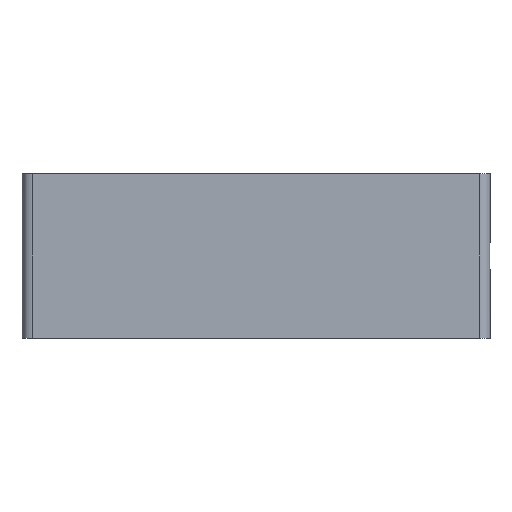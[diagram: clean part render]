
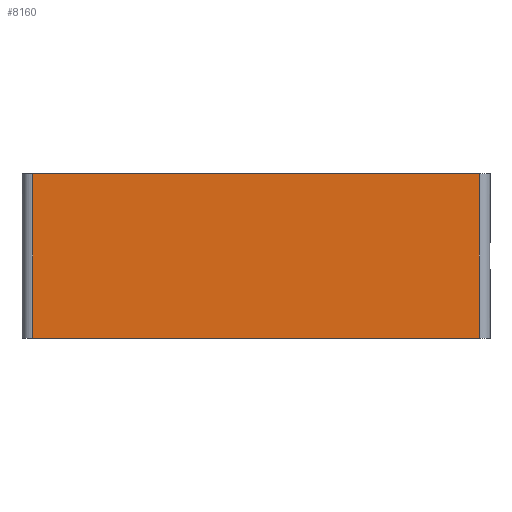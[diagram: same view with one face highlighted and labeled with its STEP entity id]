
A CAD part, front view. The second image highlights one B-rep face of the part: STEP entity #8160.
In plain terms, the highlighted planar face has unit normal (0, -1, 0).
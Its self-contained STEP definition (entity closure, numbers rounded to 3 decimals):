
#796 = CARTESIAN_POINT ( 'NONE',  ( 40.95, -16.25, 15.1 ) ) ;
#1118 = CARTESIAN_POINT ( 'NONE',  ( 40.95, -16.25, -15.1 ) ) ;
#1419 = CARTESIAN_POINT ( 'NONE',  ( -40.95, -16.25, -15.1 ) ) ;
#2017 = CARTESIAN_POINT ( 'NONE',  ( -42.95, -16.25, 15.1 ) ) ;
#2066 = VERTEX_POINT ( 'NONE', #796 ) ;
#2419 = CARTESIAN_POINT ( 'NONE',  ( 40.95, -16.25, 15.1 ) ) ;
#2443 = LINE ( 'NONE', #7032, #10465 ) ;
#2721 = DIRECTION ( 'NONE',  ( 1., 0., 0. ) ) ;
#3054 = VECTOR ( 'NONE', #11274, 1000. ) ;
#3097 = ORIENTED_EDGE ( 'NONE', *, *, #4357, .F. ) ;
#3221 = LINE ( 'NONE', #7029, #8051 ) ;
#3369 = VERTEX_POINT ( 'NONE', #9412 ) ;
#3497 = DIRECTION ( 'NONE',  ( 0., 0., -1. ) ) ;
#3524 = DIRECTION ( 'NONE',  ( 1., 0., 0. ) ) ;
#3750 = PLANE ( 'NONE',  #9189 ) ;
#4357 = EDGE_CURVE ( 'NONE', #3369, #2066, #7811, .T. ) ;
#4630 = DIRECTION ( 'NONE',  ( 0., 1., 0. ) ) ;
#4760 = DIRECTION ( 'NONE',  ( 0., 0., 1. ) ) ;
#4976 = ORIENTED_EDGE ( 'NONE', *, *, #9110, .T. ) ;
#5454 = VECTOR ( 'NONE', #3524, 1000. ) ;
#6010 = EDGE_CURVE ( 'NONE', #11462, #6394, #2443, .T. ) ;
#6214 = ORIENTED_EDGE ( 'NONE', *, *, #11427, .T. ) ;
#6394 = VERTEX_POINT ( 'NONE', #1118 ) ;
#7029 = CARTESIAN_POINT ( 'NONE',  ( -40.95, -16.25, 15.1 ) ) ;
#7032 = CARTESIAN_POINT ( 'NONE',  ( -42.95, -16.25, -15.1 ) ) ;
#7134 = CARTESIAN_POINT ( 'NONE',  ( -42.95, -16.25, 15.1 ) ) ;
#7754 = ORIENTED_EDGE ( 'NONE', *, *, #6010, .T. ) ;
#7811 = LINE ( 'NONE', #7134, #5454 ) ;
#8051 = VECTOR ( 'NONE', #3497, 1000. ) ;
#8160 = ADVANCED_FACE ( 'NONE', ( #10949 ), #3750, .F. ) ;
#9110 = EDGE_CURVE ( 'NONE', #3369, #11462, #3221, .T. ) ;
#9189 = AXIS2_PLACEMENT_3D ( 'NONE', #2017, #4630, #4760 ) ;
#9412 = CARTESIAN_POINT ( 'NONE',  ( -40.95, -16.25, 15.1 ) ) ;
#9421 = EDGE_LOOP ( 'NONE', ( #7754, #6214, #3097, #4976 ) ) ;
#10465 = VECTOR ( 'NONE', #2721, 1000. ) ;
#10949 = FACE_OUTER_BOUND ( 'NONE', #9421, .T. ) ;
#11274 = DIRECTION ( 'NONE',  ( 0., 0., 1. ) ) ;
#11352 = LINE ( 'NONE', #2419, #3054 ) ;
#11427 = EDGE_CURVE ( 'NONE', #6394, #2066, #11352, .T. ) ;
#11462 = VERTEX_POINT ( 'NONE', #1419 ) ;
